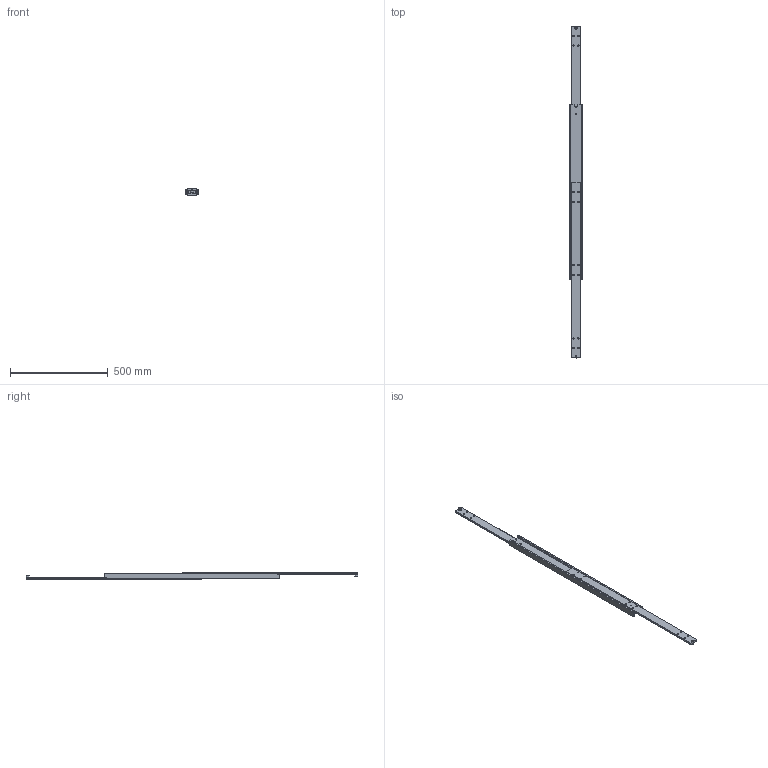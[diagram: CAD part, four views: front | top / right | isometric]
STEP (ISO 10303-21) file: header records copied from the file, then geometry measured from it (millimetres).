
FILE_DESCRIPTION(/* description */ ('SUPREME TR7032 -900/900 (32)'),/* implementation_level */ '2;1');
FILE_NAME(/* name */ '13870S15.stp',/* time_stamp */ '2023-05-22T15:18:11+02:00',/* author */ ('r.groen'),/* organization */ (''),/* preprocessor_version */ 'ST-DEVELOPER v18.1',/* originating_system */ 'Autodesk Inventor 2022',/* authorisation */ '');
FILE_SCHEMA (('AUTOMOTIVE_DESIGN { 1 0 10303 214 3 1 1 }'));
Length unit declared in the file: millimetre
Products named in the file (4): 13870S15; 13870S15-MAIN; 13870S15-OUTER; DIN912 M10 x10
Assembly tree (5 placements, depth 2):
  13870S15
    13870S15-MAIN
    13870S15-OUTER  x2
    DIN912 M10 x10  x2
Bounding box: 70 x 1700 x 32 mm (x, y, z)
Volume: 1471246.5 mm3; surface area: 440458.9 mm2
Topology: 5 solids, 7 shells, 182 faces, 470 edges, 306 vertices
Faces by surface type: plane 74, cylinder 64, cone 28, torus 16
Full cylindrical faces by diameter (mm): 3 x2, 4.92 x4, 6 x2, 6.65 x24, 8 x2, 8.38 x2, 10 x12, 16 x2
Entity records: 3898 total; most frequent: CARTESIAN_POINT 823, DIRECTION 637, ORIENTED_EDGE 586, EDGE_CURVE 293, AXIS2_PLACEMENT_3D 234, VERTEX_POINT 192, LINE 169, VECTOR 169
